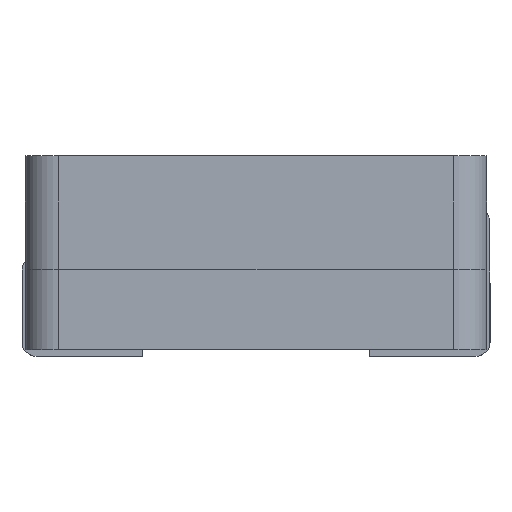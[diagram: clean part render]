
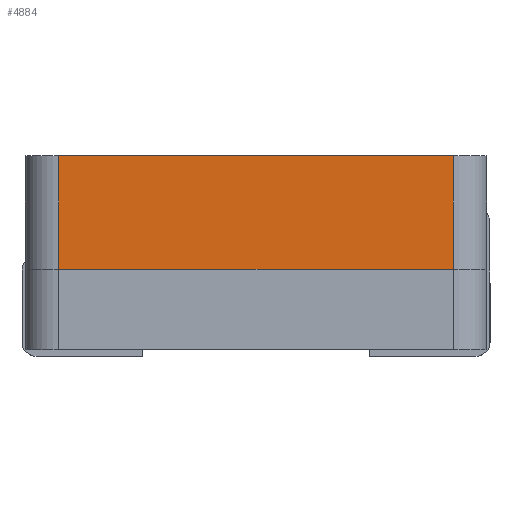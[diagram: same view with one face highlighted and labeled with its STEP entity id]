
A CAD part, left-side view. The second image highlights one B-rep face of the part: STEP entity #4884.
In plain terms, the highlighted planar face has unit normal (-1, 0, 0).
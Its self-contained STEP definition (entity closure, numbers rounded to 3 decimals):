
#514=ORIENTED_EDGE('',*,*,#1552,.T.);
#515=ORIENTED_EDGE('',*,*,#1555,.F.);
#516=ORIENTED_EDGE('',*,*,#1493,.F.);
#517=ORIENTED_EDGE('',*,*,#1567,.T.);
#1493=EDGE_CURVE('',#2031,#2024,#2344,.T.);
#1552=EDGE_CURVE('',#2091,#2090,#2367,.T.);
#1555=EDGE_CURVE('',#2024,#2090,#2369,.T.);
#1567=EDGE_CURVE('',#2031,#2091,#2381,.T.);
#2024=VERTEX_POINT('',#6389);
#2031=VERTEX_POINT('',#6402);
#2090=VERTEX_POINT('',#6750);
#2091=VERTEX_POINT('',#6752);
#2344=LINE('',#6403,#2640);
#2367=LINE('',#6751,#2663);
#2369=LINE('',#6756,#2665);
#2381=LINE('',#6778,#2677);
#2640=VECTOR('',#5352,1000.);
#2663=VECTOR('',#5389,1000.);
#2665=VECTOR('',#5395,1000.);
#2677=VECTOR('',#5419,1000.);
#2945=EDGE_LOOP('',(#514,#515,#516,#517));
#3187=FACE_BOUND('',#2945,.T.);
#3411=PLANE('',#5129);
#4884=ADVANCED_FACE('',(#3187),#3411,.F.);
#5129=AXIS2_PLACEMENT_3D('',#6779,#5420,#5421);
#5352=DIRECTION('',(0.,-1.,0.));
#5389=DIRECTION('',(0.,-1.,0.));
#5395=DIRECTION('',(0.,0.,-1.));
#5419=DIRECTION('',(0.,0.,-1.));
#5420=DIRECTION('',(1.,0.,0.));
#5421=DIRECTION('',(0.,1.,0.));
#6389=CARTESIAN_POINT('',(-3.45,-2.95,1.7));
#6402=CARTESIAN_POINT('',(-3.45,2.95,1.7));
#6403=CARTESIAN_POINT('',(-3.45,2.95,1.7));
#6750=CARTESIAN_POINT('',(-3.45,-2.95,0.));
#6751=CARTESIAN_POINT('',(-3.45,2.95,0.));
#6752=CARTESIAN_POINT('',(-3.45,2.95,0.));
#6756=CARTESIAN_POINT('',(-3.45,-2.95,1.7));
#6778=CARTESIAN_POINT('',(-3.45,2.95,1.7));
#6779=CARTESIAN_POINT('',(-3.45,2.95,1.7));
